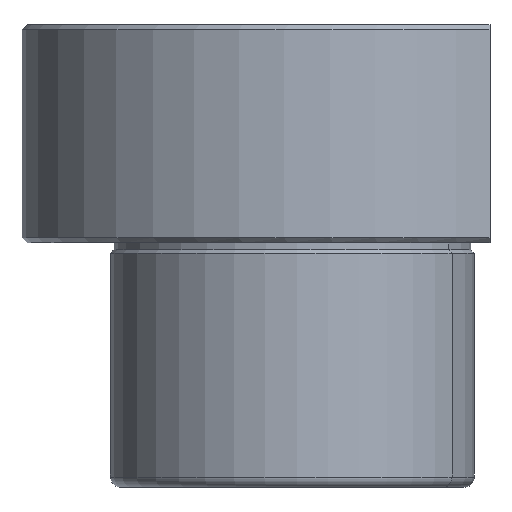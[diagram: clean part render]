
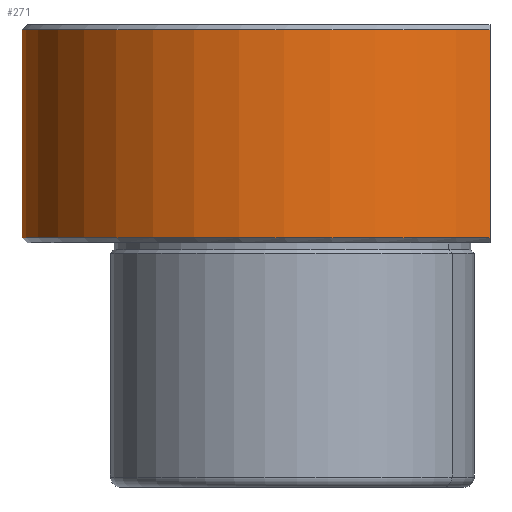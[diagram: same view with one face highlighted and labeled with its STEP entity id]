
A CAD part, front view. The second image highlights one B-rep face of the part: STEP entity #271.
In plain terms, the highlighted cylindrical face has radius 52 mm (diameter 104 mm), a partial arc.
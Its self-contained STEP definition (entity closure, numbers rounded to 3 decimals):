
#180=CARTESIAN_POINT('Vertex',(38.,-35.496,1.)) ;
#183=CARTESIAN_POINT('Axis2P3D Location',(0.,0.,1.)) ;
#187=CARTESIAN_POINT('Vertex',(-45.634,24.93,1.)) ;
#241=CARTESIAN_POINT('Axis2P3D Location',(0.,0.,-2.5)) ;
#246=CARTESIAN_POINT('Axis2P3D Location',(0.,0.,41.)) ;
#250=CARTESIAN_POINT('Vertex',(38.,-35.496,41.)) ;
#252=CARTESIAN_POINT('Vertex',(-45.634,24.93,41.)) ;
#255=CARTESIAN_POINT('Line Origine',(-45.634,24.93,21.)) ;
#260=CARTESIAN_POINT('Line Origine',(38.,-35.496,21.)) ;
#184=DIRECTION('Axis2P3D Direction',(0.,0.,-1.)) ;
#242=DIRECTION('Axis2P3D Direction',(0.,0.,-1.)) ;
#243=DIRECTION('Axis2P3D XDirection',(-0.878,0.479,-0.)) ;
#247=DIRECTION('Axis2P3D Direction',(0.,0.,-1.)) ;
#256=DIRECTION('Vector Direction',(0.,0.,-1.)) ;
#261=DIRECTION('Vector Direction',(0.,0.,-1.)) ;
#185=AXIS2_PLACEMENT_3D('Circle Axis2P3D',#183,#184,$) ;
#244=AXIS2_PLACEMENT_3D('Cylinder Axis2P3D',#241,#242,#243) ;
#248=AXIS2_PLACEMENT_3D('Circle Axis2P3D',#246,#247,$) ;
#266=ORIENTED_EDGE('',*,*,#254,.T.) ;
#267=ORIENTED_EDGE('',*,*,#259,.F.) ;
#268=ORIENTED_EDGE('',*,*,#189,.F.) ;
#269=ORIENTED_EDGE('',*,*,#264,.F.) ;
#257=VECTOR('Line Direction',#256,1.) ;
#262=VECTOR('Line Direction',#261,1.) ;
#271=ADVANCED_FACE('PartBody',(#270),#245,.T.) ;
#186=CIRCLE('generated circle',#185,52.) ;
#249=CIRCLE('generated circle',#248,52.) ;
#245=CYLINDRICAL_SURFACE('generated cylinder',#244,52.) ;
#189=EDGE_CURVE('',#181,#188,#186,.T.) ;
#254=EDGE_CURVE('',#251,#253,#249,.T.) ;
#259=EDGE_CURVE('',#188,#253,#258,.F.) ;
#264=EDGE_CURVE('',#251,#181,#263,.T.) ;
#265=EDGE_LOOP('',(#266,#267,#268,#269)) ;
#270=FACE_OUTER_BOUND('',#265,.T.) ;
#258=LINE('Line',#255,#257) ;
#263=LINE('Line',#260,#262) ;
#181=VERTEX_POINT('',#180) ;
#188=VERTEX_POINT('',#187) ;
#251=VERTEX_POINT('',#250) ;
#253=VERTEX_POINT('',#252) ;
